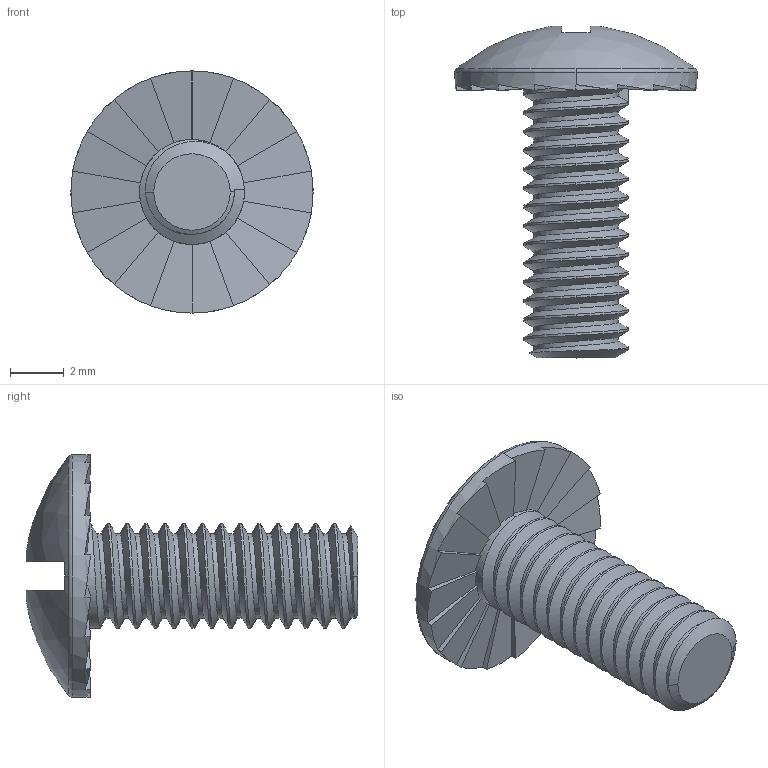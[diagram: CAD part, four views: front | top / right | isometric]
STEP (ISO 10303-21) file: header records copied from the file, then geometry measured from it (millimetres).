
FILE_DESCRIPTION (( 'STEP AP214' ), '1' );
FILE_NAME ('M4x10 PAN POZI HEAD SERRATED SCREW BRASS.STEP', '2023-01-05T08:42:28', ( '' ), ( '' ), 'SwSTEP 2.0', 'SolidWorks 2022', '' );
FILE_SCHEMA (( 'AUTOMOTIVE_DESIGN' ));
Length unit declared in the file: millimetre
Products named in the file (1): M4x10 PAN POZI HEAD SERRATED SCREW BRASS
Bounding box: 9 x 12.33 x 9 mm (x, y, z)
Volume: 175.6 mm3; surface area: 366.6 mm2
Topology: 1 solids, 1 shells, 112 faces, 313 edges, 187 vertices
Faces by surface type: plane 52, cylinder 33, bspline 21, torus 2, cone 2, sphere 2
Entity records: 5956 total; most frequent: CARTESIAN_POINT 3577, ORIENTED_EDGE 594, DIRECTION 373, EDGE_CURVE 297, VERTEX_POINT 187, LINE 135, VECTOR 135, AXIS2_PLACEMENT_3D 119
